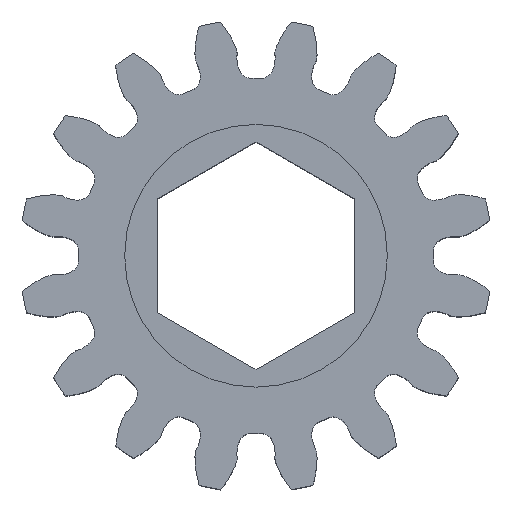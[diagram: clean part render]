
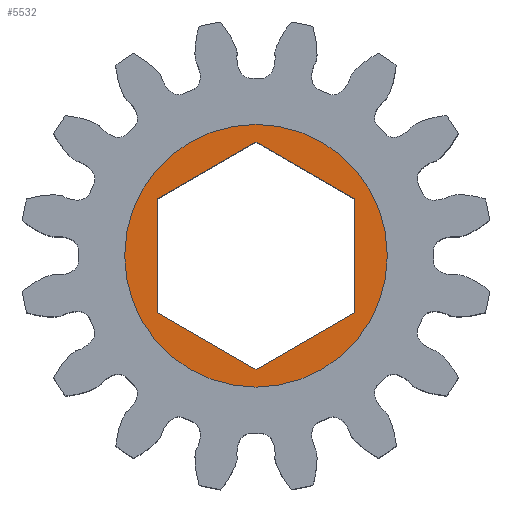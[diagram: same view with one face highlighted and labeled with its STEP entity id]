
A CAD part, top view. The second image highlights one B-rep face of the part: STEP entity #5532.
In plain terms, the highlighted planar face has unit normal (0, 0, 1).
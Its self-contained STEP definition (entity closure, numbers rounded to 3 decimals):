
#206 = DIRECTION ( 'NONE',  ( 0., 0., -1. ) ) ;
#393 = ORIENTED_EDGE ( 'NONE', *, *, #585, .T. ) ;
#454 = EDGE_CURVE ( 'NONE', #4427, #3385, #3763, .T. ) ;
#515 = CARTESIAN_POINT ( 'NONE',  ( 0., -5.499, 6.3 ) ) ;
#585 = EDGE_CURVE ( 'NONE', #2332, #2056, #3479, .T. ) ;
#644 = DIRECTION ( 'NONE',  ( 0., -1., 0. ) ) ;
#665 = DIRECTION ( 'NONE',  ( -0.866, -0.5, 0. ) ) ;
#828 = EDGE_CURVE ( 'NONE', #5229, #4069, #4206, .T. ) ;
#907 = CARTESIAN_POINT ( 'NONE',  ( -4.763, -2.75, 6.3 ) ) ;
#1006 = CIRCLE ( 'NONE', #5412, 6.35 ) ;
#1038 = DIRECTION ( 'NONE',  ( 0.866, -0.5, 0. ) ) ;
#1107 = EDGE_CURVE ( 'NONE', #5271, #2332, #1235, .T. ) ;
#1129 = ORIENTED_EDGE ( 'NONE', *, *, #4282, .T. ) ;
#1235 = LINE ( 'NONE', #3231, #5322 ) ;
#1295 = EDGE_CURVE ( 'NONE', #4069, #5229, #1006, .T. ) ;
#1306 = DIRECTION ( 'NONE',  ( 0., 0., -1. ) ) ;
#1328 = DIRECTION ( 'NONE',  ( 0., 1., 0. ) ) ;
#1357 = DIRECTION ( 'NONE',  ( 0., 1., 0. ) ) ;
#1374 = DIRECTION ( 'NONE',  ( -0.866, 0.5, 0. ) ) ;
#1404 = CARTESIAN_POINT ( 'NONE',  ( 0., -6.35, 6.3 ) ) ;
#1446 = EDGE_LOOP ( 'NONE', ( #1520, #1811 ) ) ;
#1520 = ORIENTED_EDGE ( 'NONE', *, *, #828, .F. ) ;
#1523 = CARTESIAN_POINT ( 'NONE',  ( 4.762, 2.75, 6.3 ) ) ;
#1540 = CARTESIAN_POINT ( 'NONE',  ( 4.762, 2.75, 6.3 ) ) ;
#1554 = LINE ( 'NONE', #3583, #2213 ) ;
#1811 = ORIENTED_EDGE ( 'NONE', *, *, #1295, .F. ) ;
#1909 = FACE_OUTER_BOUND ( 'NONE', #1446, .T. ) ;
#1969 = ORIENTED_EDGE ( 'NONE', *, *, #454, .T. ) ;
#2056 = VERTEX_POINT ( 'NONE', #5906 ) ;
#2068 = VECTOR ( 'NONE', #1038, 1000. ) ;
#2099 = CARTESIAN_POINT ( 'NONE',  ( 0., 0., 6.3 ) ) ;
#2197 = VECTOR ( 'NONE', #2683, 1000. ) ;
#2213 = VECTOR ( 'NONE', #665, 1000. ) ;
#2332 = VERTEX_POINT ( 'NONE', #4485 ) ;
#2555 = ORIENTED_EDGE ( 'NONE', *, *, #5849, .T. ) ;
#2683 = DIRECTION ( 'NONE',  ( 0.866, 0.5, 0. ) ) ;
#2731 = CARTESIAN_POINT ( 'NONE',  ( 0., -5.499, 6.3 ) ) ;
#2733 = CARTESIAN_POINT ( 'NONE',  ( 0., 0., 6.3 ) ) ;
#2769 = EDGE_LOOP ( 'NONE', ( #4348, #393, #1129, #1969, #2555, #6115 ) ) ;
#2964 = LINE ( 'NONE', #515, #4283 ) ;
#3121 = DIRECTION ( 'NONE',  ( 0., 1., 0. ) ) ;
#3142 = CARTESIAN_POINT ( 'NONE',  ( -4.763, 2.75, 6.3 ) ) ;
#3231 = CARTESIAN_POINT ( 'NONE',  ( -4.763, -2.75, 6.3 ) ) ;
#3385 = VERTEX_POINT ( 'NONE', #5256 ) ;
#3479 = LINE ( 'NONE', #3142, #2197 ) ;
#3583 = CARTESIAN_POINT ( 'NONE',  ( 4.762, -2.75, 6.3 ) ) ;
#3595 = DIRECTION ( 'NONE',  ( 0., 0., -1. ) ) ;
#3612 = CARTESIAN_POINT ( 'NONE',  ( 0., 0., 6.3 ) ) ;
#3741 = EDGE_CURVE ( 'NONE', #5085, #5271, #2964, .T. ) ;
#3763 = LINE ( 'NONE', #1540, #6119 ) ;
#3938 = FACE_BOUND ( 'NONE', #2769, .T. ) ;
#3976 = CARTESIAN_POINT ( 'NONE',  ( 0., 6.35, 6.3 ) ) ;
#4069 = VERTEX_POINT ( 'NONE', #3976 ) ;
#4206 = CIRCLE ( 'NONE', #4761, 6.35 ) ;
#4282 = EDGE_CURVE ( 'NONE', #2056, #4427, #4580, .T. ) ;
#4283 = VECTOR ( 'NONE', #1374, 1000. ) ;
#4348 = ORIENTED_EDGE ( 'NONE', *, *, #1107, .T. ) ;
#4427 = VERTEX_POINT ( 'NONE', #1523 ) ;
#4485 = CARTESIAN_POINT ( 'NONE',  ( -4.763, 2.75, 6.3 ) ) ;
#4580 = LINE ( 'NONE', #4913, #2068 ) ;
#4761 = AXIS2_PLACEMENT_3D ( 'NONE', #3612, #3595, #3121 ) ;
#4913 = CARTESIAN_POINT ( 'NONE',  ( 0., 5.499, 6.3 ) ) ;
#5085 = VERTEX_POINT ( 'NONE', #2731 ) ;
#5169 = AXIS2_PLACEMENT_3D ( 'NONE', #2099, #206, #1357 ) ;
#5229 = VERTEX_POINT ( 'NONE', #1404 ) ;
#5256 = CARTESIAN_POINT ( 'NONE',  ( 4.762, -2.75, 6.3 ) ) ;
#5271 = VERTEX_POINT ( 'NONE', #907 ) ;
#5322 = VECTOR ( 'NONE', #6116, 1000. ) ;
#5412 = AXIS2_PLACEMENT_3D ( 'NONE', #2733, #1306, #1328 ) ;
#5490 = PLANE ( 'NONE',  #5169 ) ;
#5532 = ADVANCED_FACE ( 'NONE', ( #3938, #1909 ), #5490, .F. ) ;
#5849 = EDGE_CURVE ( 'NONE', #3385, #5085, #1554, .T. ) ;
#5906 = CARTESIAN_POINT ( 'NONE',  ( 0., 5.499, 6.3 ) ) ;
#6115 = ORIENTED_EDGE ( 'NONE', *, *, #3741, .T. ) ;
#6116 = DIRECTION ( 'NONE',  ( 0., 1., 0. ) ) ;
#6119 = VECTOR ( 'NONE', #644, 1000. ) ;
